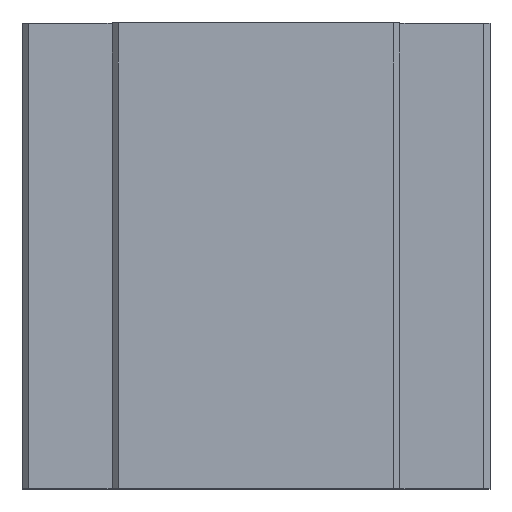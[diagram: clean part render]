
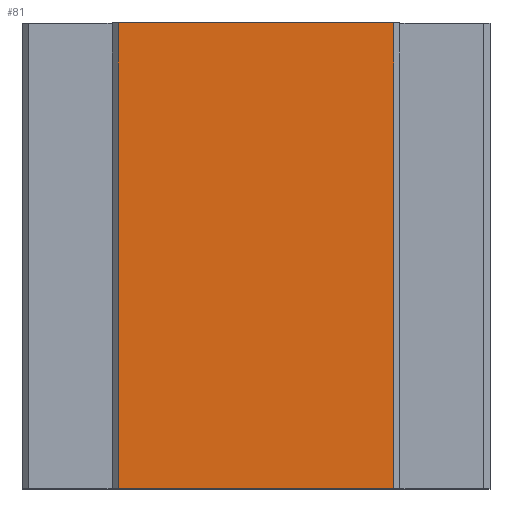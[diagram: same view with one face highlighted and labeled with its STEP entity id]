
A CAD part, top view. The second image highlights one B-rep face of the part: STEP entity #81.
In plain terms, the highlighted planar face has unit normal (0, 0, 1).
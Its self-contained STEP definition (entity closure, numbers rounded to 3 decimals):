
#81 = ADVANCED_FACE( '', ( #104 ), #105, .T. );
#104 = FACE_OUTER_BOUND( '', #136, .T. );
#105 = PLANE( '', #137 );
#136 = EDGE_LOOP( '', ( #218, #219, #220, #221 ) );
#137 = AXIS2_PLACEMENT_3D( '', #222, #223, #224 );
#218 = ORIENTED_EDGE( '', *, *, #294, .F. );
#219 = ORIENTED_EDGE( '', *, *, #321, .T. );
#220 = ORIENTED_EDGE( '', *, *, #310, .T. );
#221 = ORIENTED_EDGE( '', *, *, #322, .T. );
#222 = CARTESIAN_POINT( '', ( -11.75, -19., 25.4 ) );
#223 = DIRECTION( '', ( 0., 0., 1. ) );
#224 = DIRECTION( '', ( 1., 0., 0. ) );
#294 = EDGE_CURVE( '', #341, #343, #344, .T. );
#310 = EDGE_CURVE( '', #371, #372, #373, .T. );
#321 = EDGE_CURVE( '', #341, #371, #391, .T. );
#322 = EDGE_CURVE( '', #372, #343, #392, .T. );
#341 = VERTEX_POINT( '', #416 );
#343 = VERTEX_POINT( '', #419 );
#344 = LINE( '', #420, #421 );
#371 = VERTEX_POINT( '', #463 );
#372 = VERTEX_POINT( '', #464 );
#373 = LINE( '', #465, #466 );
#391 = LINE( '', #494, #495 );
#392 = LINE( '', #496, #497 );
#416 = CARTESIAN_POINT( '', ( -11.25, 19., 25.4 ) );
#419 = CARTESIAN_POINT( '', ( 11.25, 19., 25.4 ) );
#420 = CARTESIAN_POINT( '', ( -11.75, 19., 25.4 ) );
#421 = VECTOR( '', #518, 1000. );
#463 = CARTESIAN_POINT( '', ( -11.25, -19., 25.4 ) );
#464 = CARTESIAN_POINT( '', ( 11.25, -19., 25.4 ) );
#465 = CARTESIAN_POINT( '', ( -11.75, -19., 25.4 ) );
#466 = VECTOR( '', #534, 1000. );
#494 = CARTESIAN_POINT( '', ( -11.25, -19., 25.4 ) );
#495 = VECTOR( '', #545, 1000. );
#496 = CARTESIAN_POINT( '', ( 11.25, -19., 25.4 ) );
#497 = VECTOR( '', #546, 1000. );
#518 = DIRECTION( '', ( 1., 0., 0. ) );
#534 = DIRECTION( '', ( 1., 0., 0. ) );
#545 = DIRECTION( '', ( 0., -1., 0. ) );
#546 = DIRECTION( '', ( 0., 1., 0. ) );
